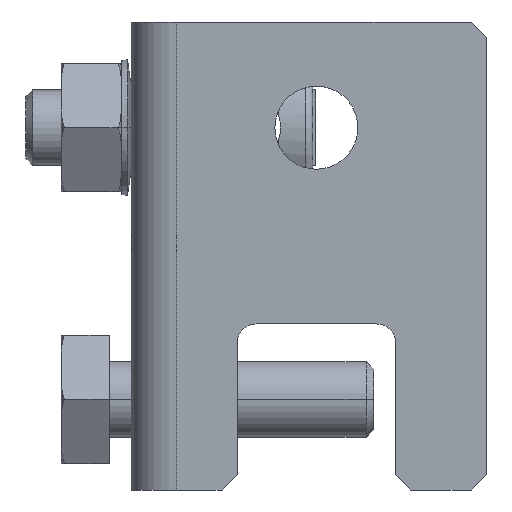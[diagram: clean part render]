
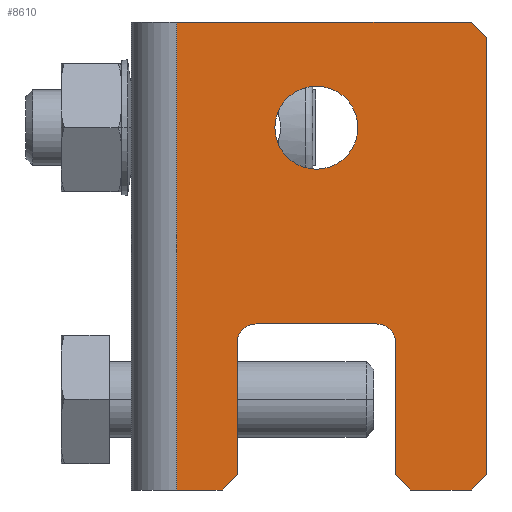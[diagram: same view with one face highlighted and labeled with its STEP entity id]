
A CAD part, left-side view. The second image highlights one B-rep face of the part: STEP entity #8610.
In plain terms, the highlighted planar face has unit normal (-1, 0, 0).
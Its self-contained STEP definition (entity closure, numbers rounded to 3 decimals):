
#3020=CARTESIAN_POINT('',(39.249,61.367,-21.));
#3030=VERTEX_POINT('',#3020);
#3060=CARTESIAN_POINT('',(39.249,0.,-21.));
#3070=DIRECTION('',(0.,-1.,0.));
#3080=VECTOR('',#3070,1.);
#3090=LINE('',#3060,#3080);
#3100=CARTESIAN_POINT('',(39.249,55.367,-21.));
#3110=VERTEX_POINT('',#3100);
#3120=EDGE_CURVE('',#3030,#3110,#3090,.T.);
#5650=CARTESIAN_POINT('',(39.249,34.367,0.));
#5660=DIRECTION('',(0.,-0.707,0.707));
#5670=VECTOR('',#5660,1.);
#5680=LINE('',#5650,#5670);
#5690=CARTESIAN_POINT('',(39.249,53.367,-19.));
#5700=VERTEX_POINT('',#5690);
#5710=EDGE_CURVE('',#3110,#5700,#5680,.T.);
#6360=CARTESIAN_POINT('',(39.249,20.367,-19.));
#6370=VERTEX_POINT('',#6360);
#6400=CARTESIAN_POINT('',(39.249,20.367,0.));
#6410=DIRECTION('',(0.,0.,1.));
#6420=VECTOR('',#6410,1.);
#6430=LINE('',#6400,#6420);
#6440=CARTESIAN_POINT('',(39.249,20.367,39.));
#6450=VERTEX_POINT('',#6440);
#6460=EDGE_CURVE('',#6370,#6450,#6430,.T.);
#6760=CARTESIAN_POINT('',(39.249,30.367,-21.));
#6770=VERTEX_POINT('',#6760);
#6800=CARTESIAN_POINT('',(39.249,0.,-21.));
#6810=DIRECTION('',(0.,-1.,0.));
#6820=VECTOR('',#6810,1.);
#6830=LINE('',#6800,#6820);
#6840=CARTESIAN_POINT('',(39.249,22.367,-21.));
#6850=VERTEX_POINT('',#6840);
#6860=EDGE_CURVE('',#6770,#6850,#6830,.T.);
#7160=CARTESIAN_POINT('',(39.249,50.867,1.));
#7170=VERTEX_POINT('',#7160);
#7200=CARTESIAN_POINT('',(39.249,0.,1.));
#7210=DIRECTION('',(0.,-1.,0.));
#7220=VECTOR('',#7210,1.);
#7230=LINE('',#7200,#7220);
#7240=CARTESIAN_POINT('',(39.249,34.867,1.));
#7250=VERTEX_POINT('',#7240);
#7260=EDGE_CURVE('',#7170,#7250,#7230,.T.);
#7560=CARTESIAN_POINT('',(39.249,32.367,-1.5));
#7570=VERTEX_POINT('',#7560);
#7600=CARTESIAN_POINT('',(39.249,32.367,0.));
#7610=DIRECTION('',(0.,0.,-1.));
#7620=VECTOR('',#7610,1.);
#7630=LINE('',#7600,#7620);
#7640=CARTESIAN_POINT('',(39.249,32.367,-19.));
#7650=VERTEX_POINT('',#7640);
#7660=EDGE_CURVE('',#7570,#7650,#7630,.T.);
#7770=CARTESIAN_POINT('',(39.249,38.367,35.));
#7780=DIRECTION('',(1.,0.,0.));
#7790=DIRECTION('',(0.,-1.,0.));
#7800=AXIS2_PLACEMENT_3D('',#7770,#7780,#7790);
#7810=PLANE('',#7800);
#7820=CARTESIAN_POINT('',(39.249,0.,41.));
#7830=DIRECTION('',(0.,1.,0.));
#7840=VECTOR('',#7830,1.);
#7850=LINE('',#7820,#7840);
#7860=CARTESIAN_POINT('',(39.249,22.367,41.));
#7870=VERTEX_POINT('',#7860);
#7880=CARTESIAN_POINT('',(39.249,61.367,41.));
#7890=VERTEX_POINT('',#7880);
#7900=EDGE_CURVE('',#7870,#7890,#7850,.T.);
#7910=ORIENTED_EDGE('',*,*,#7900,.T.);
#7920=CARTESIAN_POINT('',(39.249,0.,18.633));
#7930=DIRECTION('',(0.,0.707,0.707));
#7940=VECTOR('',#7930,1.);
#7950=LINE('',#7920,#7940);
#7960=EDGE_CURVE('',#6450,#7870,#7950,.T.);
#7970=ORIENTED_EDGE('',*,*,#7960,.T.);
#7980=ORIENTED_EDGE('',*,*,#6460,.T.);
#7990=CARTESIAN_POINT('',(39.249,1.367,0.));
#8000=DIRECTION('',(0.,0.707,-0.707));
#8010=VECTOR('',#8000,1.);
#8020=LINE('',#7990,#8010);
#8030=EDGE_CURVE('',#6370,#6850,#8020,.T.);
#8040=ORIENTED_EDGE('',*,*,#8030,.F.);
#8050=ORIENTED_EDGE('',*,*,#6860,.T.);
#8060=CARTESIAN_POINT('',(39.249,51.367,0.));
#8070=DIRECTION('',(0.,0.707,0.707));
#8080=VECTOR('',#8070,1.);
#8090=LINE('',#8060,#8080);
#8100=EDGE_CURVE('',#6770,#7650,#8090,.T.);
#8110=ORIENTED_EDGE('',*,*,#8100,.F.);
#8120=ORIENTED_EDGE('',*,*,#7660,.T.);
#8130=CARTESIAN_POINT('',(39.249,34.867,-1.5));
#8140=DIRECTION('',(1.,0.,0.));
#8150=DIRECTION('',(0.,-1.,0.));
#8160=AXIS2_PLACEMENT_3D('',#8130,#8140,#8150);
#8170=CIRCLE('',#8160,2.5);
#8180=EDGE_CURVE('',#7250,#7570,#8170,.T.);
#8190=ORIENTED_EDGE('',*,*,#8180,.T.);
#8200=ORIENTED_EDGE('',*,*,#7260,.T.);
#8210=CARTESIAN_POINT('',(39.249,50.867,-1.5));
#8220=DIRECTION('',(-1.,0.,0.));
#8230=DIRECTION('',(0.,1.,0.));
#8240=AXIS2_PLACEMENT_3D('',#8210,#8220,#8230);
#8250=CIRCLE('',#8240,2.5);
#8260=CARTESIAN_POINT('',(39.249,53.367,-1.5));
#8270=VERTEX_POINT('',#8260);
#8280=EDGE_CURVE('',#7170,#8270,#8250,.T.);
#8290=ORIENTED_EDGE('',*,*,#8280,.F.);
#8300=CARTESIAN_POINT('',(39.249,53.367,0.));
#8310=DIRECTION('',(0.,0.,-1.));
#8320=VECTOR('',#8310,1.);
#8330=LINE('',#8300,#8320);
#8340=EDGE_CURVE('',#8270,#5700,#8330,.T.);
#8350=ORIENTED_EDGE('',*,*,#8340,.F.);
#8360=ORIENTED_EDGE('',*,*,#5710,.T.);
#8370=ORIENTED_EDGE('',*,*,#3120,.T.);
#8380=CARTESIAN_POINT('',(39.249,61.367,0.));
#8390=DIRECTION('',(0.,0.,-1.));
#8400=VECTOR('',#8390,1.);
#8410=LINE('',#8380,#8400);
#8420=EDGE_CURVE('',#7890,#3030,#8410,.T.);
#8430=ORIENTED_EDGE('',*,*,#8420,.T.);
#8440=EDGE_LOOP('',(#8430,#8370,#8360,#8350,#8290,#8200,#8190,#8120,
#8110,#8050,#8040,#7980,#7970,#7910));
#8450=FACE_OUTER_BOUND('',#8440,.T.);
#8460=CARTESIAN_POINT('',(39.249,42.867,27.));
#8470=DIRECTION('',(-1.,0.,0.));
#8480=DIRECTION('',(0.,-1.,0.));
#8490=AXIS2_PLACEMENT_3D('',#8460,#8470,#8480);
#8500=CIRCLE('',#8490,5.5);
#8510=CARTESIAN_POINT('',(39.249,37.367,27.));
#8520=VERTEX_POINT('',#8510);
#8530=CARTESIAN_POINT('',(39.249,48.367,27.));
#8540=VERTEX_POINT('',#8530);
#8550=EDGE_CURVE('',#8520,#8540,#8500,.T.);
#8560=ORIENTED_EDGE('',*,*,#8550,.F.);
#8570=EDGE_CURVE('',#8540,#8520,#8500,.T.);
#8580=ORIENTED_EDGE('',*,*,#8570,.F.);
#8590=EDGE_LOOP('',(#8580,#8560));
#8600=FACE_BOUND('',#8590,.T.);
#8610=ADVANCED_FACE('',(#8450,#8600),#7810,.F.);
